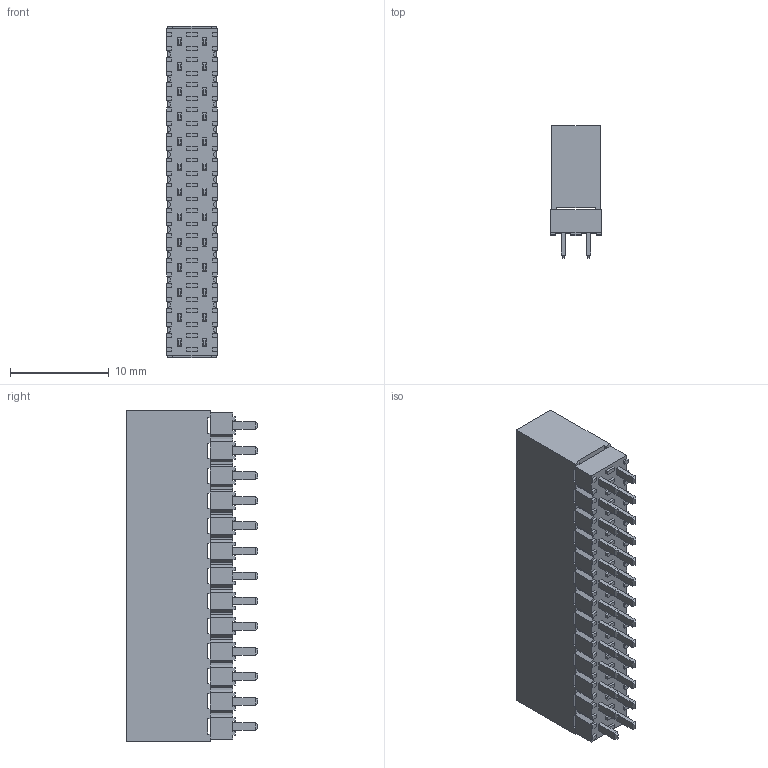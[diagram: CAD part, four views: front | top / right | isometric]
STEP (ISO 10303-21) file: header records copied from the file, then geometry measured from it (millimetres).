
FILE_DESCRIPTION (( 'STEP AP214' ), '1' );
FILE_NAME ('Samtec-ESW-113-12-G-D.step', '2014-02-13T09:23:23', ( 'Windows User' ), ( '' ), 'SwSTEP 2.0', 'SolidWorks 2014', '' );
FILE_SCHEMA (( 'AUTOMOTIVE_DESIGN' ));
Length unit declared in the file: inch
Products named in the file (1): Samtec-ESW-113-12-G-D
Bounding box: 5.08 x 13.34 x 33.53 mm (x, y, z)
Volume: 1639.4 mm3; surface area: 2293.5 mm2
Topology: 1 solids, 1 shells, 996 faces, 2676 edges, 1680 vertices
Faces by surface type: plane 996
Entity records: 40222 total; most frequent: CARTESIAN_POINT 5353, ORIENTED_EDGE 5352, DIRECTION 4670, VECTOR 2676, EDGE_CURVE 2676, LINE 2676, VERTEX_POINT 1680, EDGE_LOOP 1100
